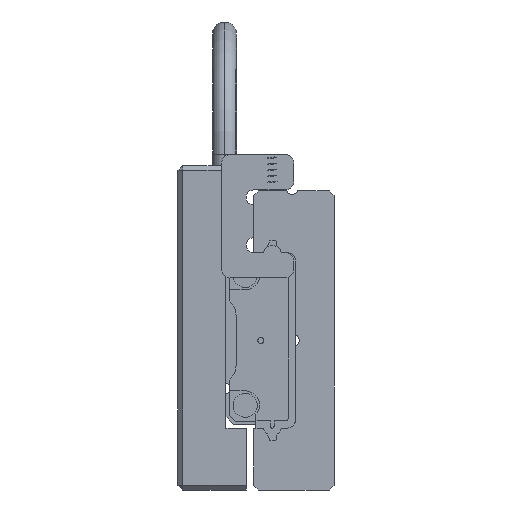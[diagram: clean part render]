
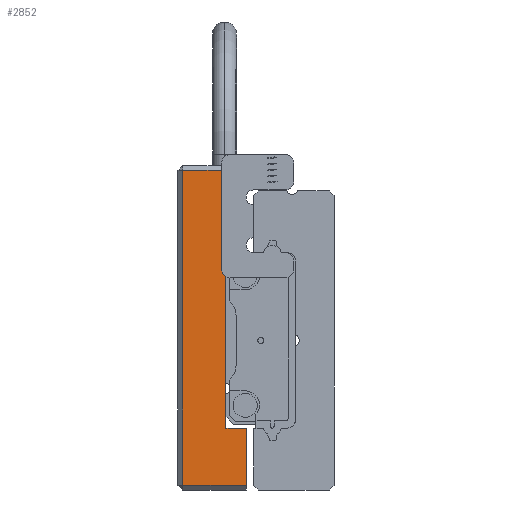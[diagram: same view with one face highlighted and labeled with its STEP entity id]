
A CAD part, left-side view. The second image highlights one B-rep face of the part: STEP entity #2852.
In plain terms, the highlighted face is planar.
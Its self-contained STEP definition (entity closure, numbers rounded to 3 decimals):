
#129 = ORIENTED_EDGE ( 'NONE', *, *, #14848, .T. ) ;
#182 = ORIENTED_EDGE ( 'NONE', *, *, #21964, .F. ) ;
#425 = VERTEX_POINT ( 'NONE', #11417 ) ;
#649 = CARTESIAN_POINT ( 'NONE',  ( 35., -1.7, 0. ) ) ;
#901 = FACE_OUTER_BOUND ( 'NONE', #15347, .T. ) ;
#1070 = LINE ( 'NONE', #25518, #7781 ) ;
#1401 = ORIENTED_EDGE ( 'NONE', *, *, #9910, .T. ) ;
#1584 = CARTESIAN_POINT ( 'NONE',  ( 35., -1.2, -27. ) ) ;
#2122 = ORIENTED_EDGE ( 'NONE', *, *, #24478, .T. ) ;
#2852 = ADVANCED_FACE ( 'NONE', ( #901 ), #10789, .F. ) ;
#3051 = DIRECTION ( 'NONE',  ( 0., 1., 0. ) ) ;
#3156 = DIRECTION ( 'NONE',  ( 0., 0., 1. ) ) ;
#3174 = CARTESIAN_POINT ( 'NONE',  ( 35., -1.7, -5.15 ) ) ;
#3787 = CARTESIAN_POINT ( 'NONE',  ( 35., 0., -5.15 ) ) ;
#4147 = ORIENTED_EDGE ( 'NONE', *, *, #10592, .F. ) ;
#5198 = VERTEX_POINT ( 'NONE', #28514 ) ;
#5937 = VERTEX_POINT ( 'NONE', #3174 ) ;
#6001 = VECTOR ( 'NONE', #13793, 1000. ) ;
#7668 = DIRECTION ( 'NONE',  ( 0., 0., -1. ) ) ;
#7781 = VECTOR ( 'NONE', #15770, 1000. ) ;
#7851 = LINE ( 'NONE', #12290, #17158 ) ;
#8481 = EDGE_CURVE ( 'NONE', #24485, #5937, #20147, .T. ) ;
#8530 = CARTESIAN_POINT ( 'NONE',  ( 35., 0., -20.05 ) ) ;
#8929 = VECTOR ( 'NONE', #12783, 1000. ) ;
#9910 = EDGE_CURVE ( 'NONE', #23382, #29832, #14044, .T. ) ;
#10592 = EDGE_CURVE ( 'NONE', #15041, #425, #14342, .T. ) ;
#10684 = CARTESIAN_POINT ( 'NONE',  ( 35., 4., -26.6 ) ) ;
#10789 = PLANE ( 'NONE',  #21901 ) ;
#11417 = CARTESIAN_POINT ( 'NONE',  ( 35., -1.2, -20.25 ) ) ;
#11779 = ORIENTED_EDGE ( 'NONE', *, *, #8481, .T. ) ;
#12290 = CARTESIAN_POINT ( 'NONE',  ( 35., -1.2, -20.05 ) ) ;
#12783 = DIRECTION ( 'NONE',  ( 0., 0., -1. ) ) ;
#13077 = ORIENTED_EDGE ( 'NONE', *, *, #19545, .T. ) ;
#13102 = VECTOR ( 'NONE', #3051, 1000. ) ;
#13793 = DIRECTION ( 'NONE',  ( 0., 0., 1. ) ) ;
#14033 = VECTOR ( 'NONE', #16584, 1000. ) ;
#14044 = LINE ( 'NONE', #14997, #21685 ) ;
#14097 = CARTESIAN_POINT ( 'NONE',  ( 35., 3.6, -0.4 ) ) ;
#14342 = LINE ( 'NONE', #1584, #14033 ) ;
#14768 = EDGE_CURVE ( 'NONE', #19640, #24485, #17853, .T. ) ;
#14848 = EDGE_CURVE ( 'NONE', #5937, #23382, #24526, .T. ) ;
#14997 = CARTESIAN_POINT ( 'NONE',  ( 35., 0., 0. ) ) ;
#15041 = VERTEX_POINT ( 'NONE', #19698 ) ;
#15347 = EDGE_LOOP ( 'NONE', ( #13077, #29312, #11779, #129, #1401, #182, #2122, #4147, #30385 ) ) ;
#15770 = DIRECTION ( 'NONE',  ( 0., -0.707, -0.707 ) ) ;
#16584 = DIRECTION ( 'NONE',  ( 0., 0., 1. ) ) ;
#17158 = VECTOR ( 'NONE', #27332, 1000. ) ;
#17621 = CARTESIAN_POINT ( 'NONE',  ( 35., -1., -20.05 ) ) ;
#17853 = LINE ( 'NONE', #27597, #19761 ) ;
#18476 = CARTESIAN_POINT ( 'NONE',  ( 35., -1.7, -0.4 ) ) ;
#19282 = EDGE_CURVE ( 'NONE', #15041, #5198, #22974, .T. ) ;
#19545 = EDGE_CURVE ( 'NONE', #5198, #19640, #21151, .T. ) ;
#19640 = VERTEX_POINT ( 'NONE', #14097 ) ;
#19698 = CARTESIAN_POINT ( 'NONE',  ( 35., -1.2, -26.6 ) ) ;
#19761 = VECTOR ( 'NONE', #25198, 1000. ) ;
#20147 = LINE ( 'NONE', #649, #8929 ) ;
#20563 = DIRECTION ( 'NONE',  ( -1., 0., 0. ) ) ;
#21151 = LINE ( 'NONE', #21616, #6001 ) ;
#21616 = CARTESIAN_POINT ( 'NONE',  ( 35., 3.6, 0. ) ) ;
#21685 = VECTOR ( 'NONE', #7668, 1000. ) ;
#21901 = AXIS2_PLACEMENT_3D ( 'NONE', #25350, #20563, #3156 ) ;
#21964 = EDGE_CURVE ( 'NONE', #26673, #29832, #7851, .T. ) ;
#22610 = DIRECTION ( 'NONE',  ( 0., 1., 0. ) ) ;
#22831 = VECTOR ( 'NONE', #22610, 1000. ) ;
#22974 = LINE ( 'NONE', #10684, #13102 ) ;
#23382 = VERTEX_POINT ( 'NONE', #3787 ) ;
#24478 = EDGE_CURVE ( 'NONE', #26673, #425, #1070, .T. ) ;
#24485 = VERTEX_POINT ( 'NONE', #18476 ) ;
#24526 = LINE ( 'NONE', #29653, #22831 ) ;
#25198 = DIRECTION ( 'NONE',  ( 0., -1., 0. ) ) ;
#25350 = CARTESIAN_POINT ( 'NONE',  ( 35., 4., 0. ) ) ;
#25518 = CARTESIAN_POINT ( 'NONE',  ( 35., -1.2, -20.25 ) ) ;
#26673 = VERTEX_POINT ( 'NONE', #17621 ) ;
#27332 = DIRECTION ( 'NONE',  ( 0., 1., 0. ) ) ;
#27597 = CARTESIAN_POINT ( 'NONE',  ( 35., 4., -0.4 ) ) ;
#28514 = CARTESIAN_POINT ( 'NONE',  ( 35., 3.6, -26.6 ) ) ;
#29312 = ORIENTED_EDGE ( 'NONE', *, *, #14768, .T. ) ;
#29653 = CARTESIAN_POINT ( 'NONE',  ( 35., -1.7, -5.15 ) ) ;
#29832 = VERTEX_POINT ( 'NONE', #8530 ) ;
#30385 = ORIENTED_EDGE ( 'NONE', *, *, #19282, .T. ) ;
